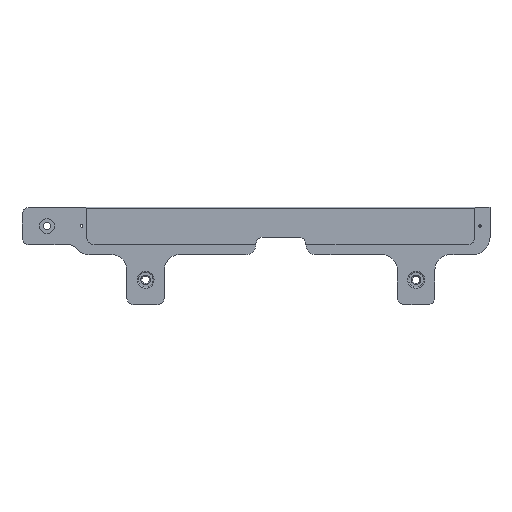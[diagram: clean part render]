
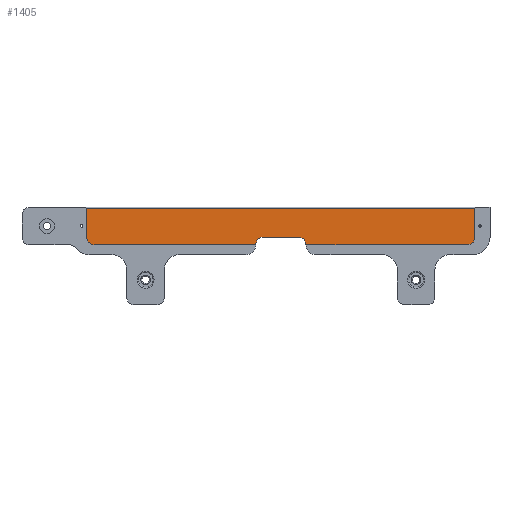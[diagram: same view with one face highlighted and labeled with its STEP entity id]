
A CAD part, top view. The second image highlights one B-rep face of the part: STEP entity #1405.
In plain terms, the highlighted planar face has unit normal (0, 0, 1).
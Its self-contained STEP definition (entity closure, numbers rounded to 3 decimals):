
#1123=CARTESIAN_POINT('',(283.5,-0.,-0.2));
#1124=VERTEX_POINT('',#1123);
#1132=CARTESIAN_POINT('',(348.,0.,-0.2));
#1133=VERTEX_POINT('',#1132);
#1140=CARTESIAN_POINT('',(348.,0.,-0.2));
#1141=DIRECTION('',(-1.,0.,0.));
#1142=VECTOR('',#1141,64.5);
#1143=LINE('',#1140,#1142);
#1144=EDGE_CURVE('',#1133,#1124,#1143,.T.);
#1262=CARTESIAN_POINT('',(196.,14.6,-0.2));
#1263=VERTEX_POINT('',#1262);
#1264=CARTESIAN_POINT('',(196.,3.,-0.2));
#1265=VERTEX_POINT('',#1264);
#1266=CARTESIAN_POINT('',(196.,14.6,-0.2));
#1267=DIRECTION('',(0.,-1.,0.));
#1268=VECTOR('',#1267,11.6);
#1269=LINE('',#1266,#1268);
#1270=EDGE_CURVE('',#1263,#1265,#1269,.T.);
#1294=CARTESIAN_POINT('',(263.5,-0.,-0.2));
#1295=VERTEX_POINT('',#1294);
#1302=CARTESIAN_POINT('',(199.,0.,-0.2));
#1303=VERTEX_POINT('',#1302);
#1304=CARTESIAN_POINT('',(263.5,0.,-0.2));
#1305=DIRECTION('',(-1.,0.,0.));
#1306=VECTOR('',#1305,64.5);
#1307=LINE('',#1304,#1306);
#1308=EDGE_CURVE('',#1295,#1303,#1307,.T.);
#1325=CARTESIAN_POINT('',(351.,14.6,-0.2));
#1326=VERTEX_POINT('',#1325);
#1333=CARTESIAN_POINT('',(351.,3.,-0.2));
#1334=VERTEX_POINT('',#1333);
#1335=CARTESIAN_POINT('',(351.,3.,-0.2));
#1336=DIRECTION('',(0.,1.,0.));
#1337=VECTOR('',#1336,11.6);
#1338=LINE('',#1335,#1337);
#1339=EDGE_CURVE('',#1334,#1326,#1338,.T.);
#1350=CARTESIAN_POINT('',(196.,0.,-0.2));
#1351=DIRECTION('',(0.,0.,1.));
#1352=DIRECTION('',(1.,0.,0.));
#1353=AXIS2_PLACEMENT_3D('',#1350,#1351,#1352);
#1354=PLANE('',#1353);
#1355=ORIENTED_EDGE('',*,*,#1339,.T.);
#1356=CARTESIAN_POINT('',(351.,14.6,-0.2));
#1357=DIRECTION('',(-1.,-0.,0.));
#1358=VECTOR('',#1357,155.);
#1359=LINE('',#1356,#1358);
#1360=EDGE_CURVE('',#1326,#1263,#1359,.T.);
#1361=ORIENTED_EDGE('',*,*,#1360,.T.);
#1362=ORIENTED_EDGE('',*,*,#1270,.T.);
#1363=CARTESIAN_POINT('',(199.,3.,-0.2));
#1364=DIRECTION('',(0.,0.,1.));
#1365=DIRECTION('',(1.,0.,-0.));
#1366=AXIS2_PLACEMENT_3D('',#1363,#1364,#1365);
#1367=CIRCLE('',#1366,3.);
#1368=EDGE_CURVE('',#1265,#1303,#1367,.T.);
#1369=ORIENTED_EDGE('',*,*,#1368,.T.);
#1370=ORIENTED_EDGE('',*,*,#1308,.F.);
#1371=CARTESIAN_POINT('',(266.5,3.,-0.2));
#1372=VERTEX_POINT('',#1371);
#1373=CARTESIAN_POINT('',(266.5,-0.,-0.2));
#1374=DIRECTION('',(-0.,-0.,-1.));
#1375=DIRECTION('',(1.,0.,-0.));
#1376=AXIS2_PLACEMENT_3D('',#1373,#1374,#1375);
#1377=CIRCLE('',#1376,3.);
#1378=EDGE_CURVE('',#1295,#1372,#1377,.T.);
#1379=ORIENTED_EDGE('',*,*,#1378,.T.);
#1380=CARTESIAN_POINT('',(280.5,3.,-0.2));
#1381=VERTEX_POINT('',#1380);
#1382=CARTESIAN_POINT('',(280.5,3.,-0.2));
#1383=DIRECTION('',(-1.,0.,0.));
#1384=VECTOR('',#1383,14.);
#1385=LINE('',#1382,#1384);
#1386=EDGE_CURVE('',#1381,#1372,#1385,.T.);
#1387=ORIENTED_EDGE('',*,*,#1386,.F.);
#1388=CARTESIAN_POINT('',(280.5,-0.,-0.2));
#1389=DIRECTION('',(-0.,-0.,-1.));
#1390=DIRECTION('',(1.,0.,-0.));
#1391=AXIS2_PLACEMENT_3D('',#1388,#1389,#1390);
#1392=CIRCLE('',#1391,3.);
#1393=EDGE_CURVE('',#1381,#1124,#1392,.T.);
#1394=ORIENTED_EDGE('',*,*,#1393,.T.);
#1395=ORIENTED_EDGE('',*,*,#1144,.F.);
#1396=CARTESIAN_POINT('',(348.,3.,-0.2));
#1397=DIRECTION('',(0.,0.,1.));
#1398=DIRECTION('',(1.,0.,-0.));
#1399=AXIS2_PLACEMENT_3D('',#1396,#1397,#1398);
#1400=CIRCLE('',#1399,3.);
#1401=EDGE_CURVE('',#1133,#1334,#1400,.T.);
#1402=ORIENTED_EDGE('',*,*,#1401,.T.);
#1403=EDGE_LOOP('',(#1355,#1361,#1362,#1369,#1370,#1379,#1387,#1394,#1395,#1402));
#1404=FACE_BOUND('',#1403,.T.);
#1405=ADVANCED_FACE('',(#1404),#1354,.T.);
